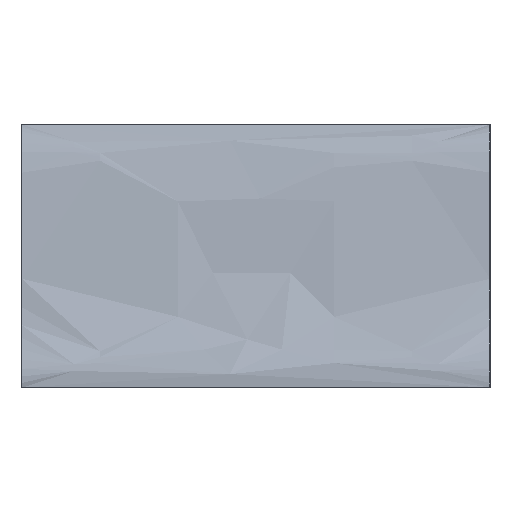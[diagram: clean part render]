
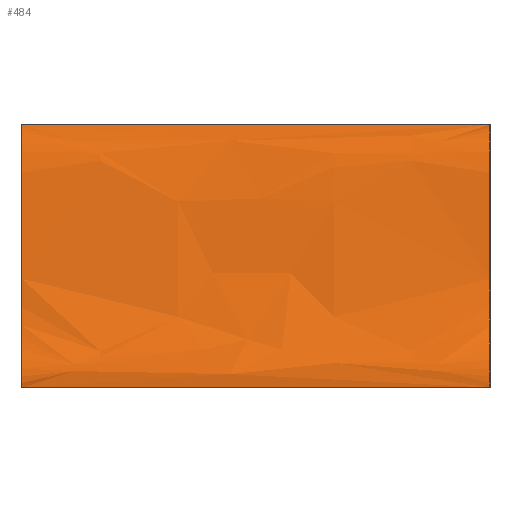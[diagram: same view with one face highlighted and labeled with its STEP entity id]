
A CAD part, left-side view. The second image highlights one B-rep face of the part: STEP entity #484.
In plain terms, the highlighted face is a extrusion surface.
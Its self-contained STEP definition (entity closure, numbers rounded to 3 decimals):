
#484=ADVANCED_FACE('',(#676),#678,.T.);
#676=FACE_BOUND('',#677,.T.);
#677=EDGE_LOOP('',(#864,#865,#866,#867));
#678=SURFACE_OF_LINEAR_EXTRUSION('',#679,#680);
#679=B_SPLINE_CURVE_WITH_KNOTS('',3,
(#868,#869,#870,#871),
.UNSPECIFIED.,.F.,.F.,
(4,4),
(0.,1.),
.UNSPECIFIED.);
#680=VECTOR('',#681,1.6);
#681=DIRECTION('',(0.,1.,0.));
#864=ORIENTED_EDGE('',*,*,#968,.T.);
#865=ORIENTED_EDGE('',*,*,#969,.T.);
#866=ORIENTED_EDGE('',*,*,#970,.F.);
#867=ORIENTED_EDGE('',*,*,#971,.F.);
#868=CARTESIAN_POINT('',(-2.1,-0.8,0.));
#869=CARTESIAN_POINT('',(-1.601,-0.8,0.071));
#870=CARTESIAN_POINT('',(-1.849,-0.8,0.797));
#871=CARTESIAN_POINT('',(-1.6,-0.8,0.9));
#968=EDGE_CURVE('',#1086,#1087,#1088,.T.);
#969=EDGE_CURVE('',#1087,#1089,#1090,.T.);
#970=EDGE_CURVE('',#1091,#1089,#1092,.T.);
#971=EDGE_CURVE('',#1086,#1091,#1093,.T.);
#1086=VERTEX_POINT('',#1336);
#1087=VERTEX_POINT('',#1337);
#1088=B_SPLINE_CURVE_WITH_KNOTS('',3,
(#1338,#1339,#1340,#1341),
.UNSPECIFIED.,.F.,.F.,
(4,4),
(0.,1.),
.UNSPECIFIED.);
#1089=VERTEX_POINT('',#1342);
#1090=LINE('',#1343,#1344);
#1091=VERTEX_POINT('',#1346);
#1092=B_SPLINE_CURVE_WITH_KNOTS('',3,
(#1347,#1348,#1349,#1350),
.UNSPECIFIED.,.F.,.F.,
(4,4),
(0.,1.),
.UNSPECIFIED.);
#1093=LINE('',#1351,#1352);
#1336=CARTESIAN_POINT('',(-2.1,-0.8,0.));
#1337=CARTESIAN_POINT('',(-1.6,-0.8,0.9));
#1338=CARTESIAN_POINT('',(-2.1,-0.8,0.));
#1339=CARTESIAN_POINT('',(-1.601,-0.8,0.071));
#1340=CARTESIAN_POINT('',(-1.849,-0.8,0.797));
#1341=CARTESIAN_POINT('',(-1.6,-0.8,0.9));
#1342=CARTESIAN_POINT('',(-1.6,0.8,0.9));
#1343=CARTESIAN_POINT('',(-1.6,-0.8,0.9));
#1344=VECTOR('',#1345,1.);
#1345=DIRECTION('',(0.,1.,0.));
#1346=CARTESIAN_POINT('',(-2.1,0.8,0.));
#1347=CARTESIAN_POINT('',(-2.1,0.8,0.));
#1348=CARTESIAN_POINT('',(-1.601,0.8,0.071));
#1349=CARTESIAN_POINT('',(-1.849,0.8,0.797));
#1350=CARTESIAN_POINT('',(-1.6,0.8,0.9));
#1351=CARTESIAN_POINT('',(-2.1,-0.8,0.));
#1352=VECTOR('',#1353,1.);
#1353=DIRECTION('',(0.,1.,0.));
